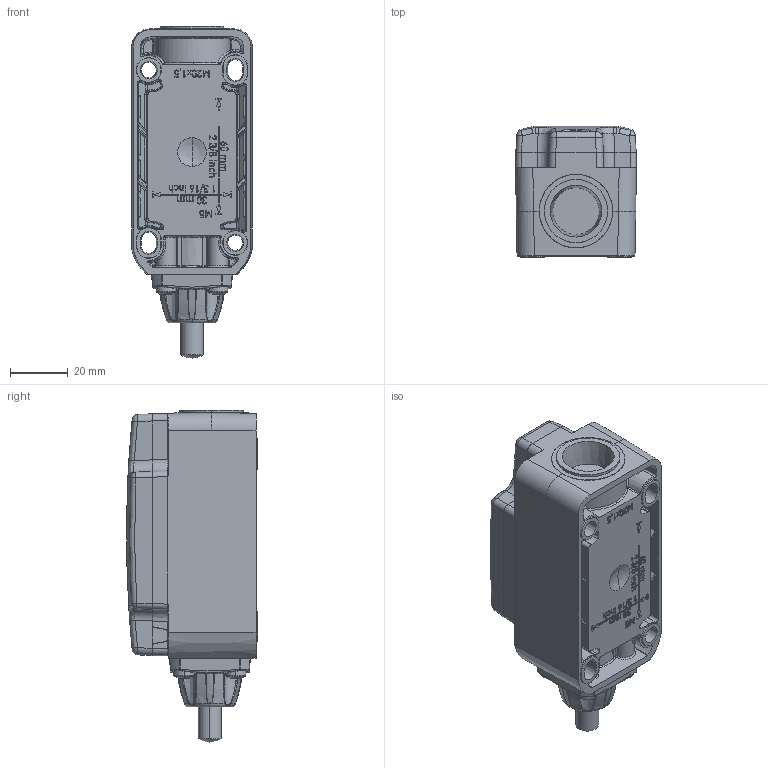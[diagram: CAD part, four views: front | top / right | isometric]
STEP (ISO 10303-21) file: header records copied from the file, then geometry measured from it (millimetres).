
FILE_DESCRIPTION((''),'2;1');
FILE_NAME('1349234_SW0001','2016-09-19T',('sharbsmeier'),('.steute Schaltgeräte GmbH, Löhne'),'PRO/ENGINEER BY PARAMETRIC TECHNOLOGY CORPORATION, 2015070','PRO/ENGINEER BY PARAMETRIC TECHNOLOGY CORPORATION, 2015070','');
FILE_SCHEMA(('CONFIG_CONTROL_DESIGN'));
Products named in the file (1): 1349234_SW0001
Bounding box: 42 x 45.47 x 115.3 mm (x, y, z)
Surface area: 34645.6 mm2 (no closed solid volume)
Topology: 0 solids, 12 shells, 1647 faces, 4674 edges, 2971 vertices
Faces by surface type: plane 582, extrusion 367, cylinder 276, bspline 222, torus 82, cone 68, sphere 50
Entity records: 65731 total; most frequent: CARTESIAN_POINT 26775, ORIENTED_EDGE 8718, DIRECTION 6488, EDGE_CURVE 4650, VERTEX_POINT 2971, VECTOR 2536, LINE 2169, AXIS2_PLACEMENT_3D 1976
